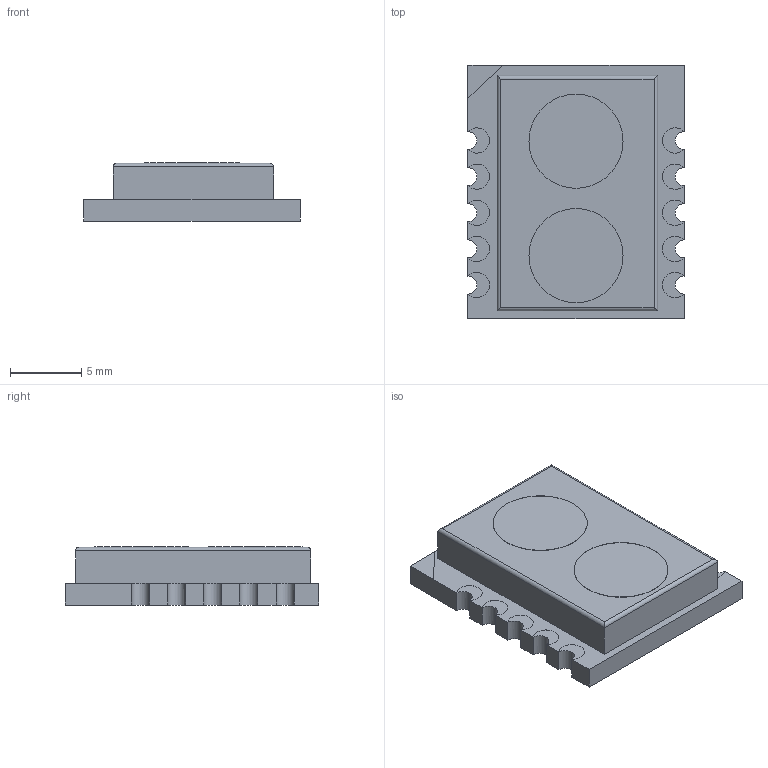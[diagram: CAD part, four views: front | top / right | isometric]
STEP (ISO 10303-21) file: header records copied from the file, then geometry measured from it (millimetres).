
FILE_DESCRIPTION (( 'STEP AP214' ), '1' );
FILE_NAME ('SRAQ-D725_3D.STEP', '2022-04-06T21:49:01', ( '' ), ( '' ), 'SwSTEP 2.0', 'SolidWorks 2021', '' );
FILE_SCHEMA (( 'AUTOMOTIVE_DESIGN' ));
Length unit declared in the file: inch
Products named in the file (1): SRAQ-D725_3D
Bounding box: 15.2 x 17.8 x 4.09 mm (x, y, z)
Volume: 877.9 mm3; surface area: 776.5 mm2
Topology: 1 solids, 1 shells, 73 faces, 200 edges, 132 vertices
Faces by surface type: cylinder 38, plane 35
Entity records: 2936 total; most frequent: DIRECTION 432, CARTESIAN_POINT 418, ORIENTED_EDGE 400, EDGE_CURVE 200, AXIS2_PLACEMENT_3D 162, VERTEX_POINT 132, LINE 108, VECTOR 108
